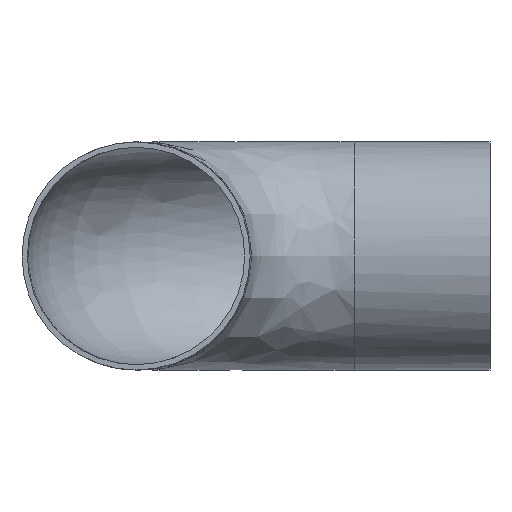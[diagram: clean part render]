
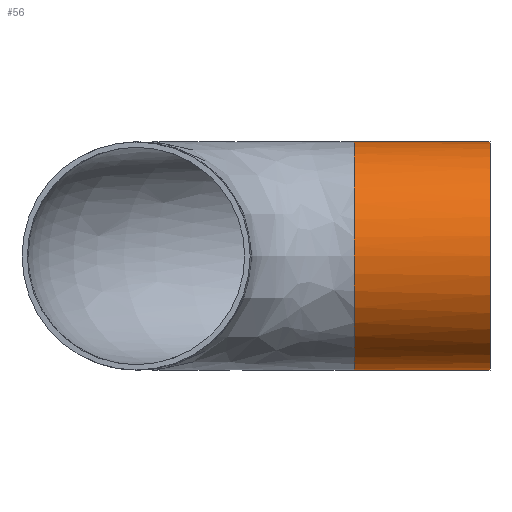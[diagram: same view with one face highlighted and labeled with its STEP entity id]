
A CAD part, front view. The second image highlights one B-rep face of the part: STEP entity #56.
In plain terms, the highlighted cylindrical face has radius 21 mm (diameter 42 mm), a full revolution.
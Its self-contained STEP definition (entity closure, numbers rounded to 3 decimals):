
#46=CYLINDRICAL_SURFACE('',#152,21.);
#51=CIRCLE('',#151,21.);
#56=ADVANCED_FACE('',(#69,#70),#46,.T.);
#69=FACE_BOUND('',#85,.T.);
#70=FACE_BOUND('',#86,.T.);
#85=EDGE_LOOP('',(#101));
#86=EDGE_LOOP('',(#102));
#101=ORIENTED_EDGE('',*,*,#123,.F.);
#102=ORIENTED_EDGE('',*,*,#120,.T.);
#112=VERTEX_POINT('',#317);
#115=VERTEX_POINT('',#850);
#120=EDGE_CURVE('',#112,#112,#128,.T.);
#123=EDGE_CURVE('',#115,#115,#51,.T.);
#128=B_SPLINE_CURVE_WITH_KNOTS('',3,(#251,#252,#253,#254,#255,#256,#257,
#258,#259,#260,#261,#262,#263,#264,#265,#266,#267,#268,#269,#270,#271,#272,
#273,#274,#275,#276,#277,#278,#279,#280,#281,#282,#283,#284,#285,#286,#287,
#288,#289,#290,#291,#292,#293,#294,#295,#296,#297,#298,#299,#300,#301,#302,
#303,#304,#305,#306,#307,#308,#309,#310,#311,#312,#313,#314,#315,#316),
 .UNSPECIFIED.,.T.,.F.,(2,2,2,2,2,2,2,2,2,2,2,2,2,2,2,2,2,2,2,2,2,2,2,2,
2,2,2,2,2,2,2,2,2,2,2),(-0.031,0.,0.031,0.063,
0.094,0.125,0.156,0.188,
0.219,0.25,0.281,0.313,
0.344,0.375,0.406,0.438,0.469,0.5,
0.531,0.563,0.594,0.625,0.656,0.687,0.719,
0.75,0.781,0.812,0.844,0.875,0.906,
0.938,0.969,1.,1.031),.UNSPECIFIED.);
#151=AXIS2_PLACEMENT_3D('',#849,#169,#170);
#152=AXIS2_PLACEMENT_3D('',#851,#171,#172);
#169=DIRECTION('',(1.,0.,0.));
#170=DIRECTION('',(0.,1.,0.));
#171=DIRECTION('',(-1.,0.,0.));
#172=DIRECTION('',(0.,0.,1.));
#251=CARTESIAN_POINT('',(61.,86.,-1.374));
#252=CARTESIAN_POINT('',(61.,86.,1.374));
#253=CARTESIAN_POINT('',(61.,85.865,2.749));
#254=CARTESIAN_POINT('',(61.,85.328,5.445));
#255=CARTESIAN_POINT('',(61.,84.927,6.767));
#256=CARTESIAN_POINT('',(61.,83.875,9.306));
#257=CARTESIAN_POINT('',(61.,83.224,10.524));
#258=CARTESIAN_POINT('',(61.,81.697,12.81));
#259=CARTESIAN_POINT('',(61.,80.821,13.877));
#260=CARTESIAN_POINT('',(61.,78.877,15.821));
#261=CARTESIAN_POINT('',(61.,77.81,16.697));
#262=CARTESIAN_POINT('',(61.,75.524,18.224));
#263=CARTESIAN_POINT('',(61.,74.306,18.875));
#264=CARTESIAN_POINT('',(61.,71.767,19.927));
#265=CARTESIAN_POINT('',(61.,70.445,20.328));
#266=CARTESIAN_POINT('',(61.,67.749,20.865));
#267=CARTESIAN_POINT('',(61.,66.374,21.));
#268=CARTESIAN_POINT('',(61.,63.626,21.));
#269=CARTESIAN_POINT('',(61.,62.251,20.865));
#270=CARTESIAN_POINT('',(61.,59.555,20.328));
#271=CARTESIAN_POINT('',(61.,58.233,19.927));
#272=CARTESIAN_POINT('',(61.,55.694,18.875));
#273=CARTESIAN_POINT('',(61.,54.476,18.224));
#274=CARTESIAN_POINT('',(61.,52.19,16.697));
#275=CARTESIAN_POINT('',(61.,51.123,15.821));
#276=CARTESIAN_POINT('',(61.,49.179,13.877));
#277=CARTESIAN_POINT('',(61.,48.303,12.81));
#278=CARTESIAN_POINT('',(61.,46.776,10.524));
#279=CARTESIAN_POINT('',(61.,46.125,9.306));
#280=CARTESIAN_POINT('',(61.,45.073,6.767));
#281=CARTESIAN_POINT('',(61.,44.672,5.445));
#282=CARTESIAN_POINT('',(61.,44.135,2.749));
#283=CARTESIAN_POINT('',(61.,44.,1.374));
#284=CARTESIAN_POINT('',(61.,44.,-1.374));
#285=CARTESIAN_POINT('',(61.,44.135,-2.749));
#286=CARTESIAN_POINT('',(61.,44.672,-5.445));
#287=CARTESIAN_POINT('',(61.,45.073,-6.767));
#288=CARTESIAN_POINT('',(61.,46.125,-9.306));
#289=CARTESIAN_POINT('',(61.,46.776,-10.524));
#290=CARTESIAN_POINT('',(61.,48.303,-12.81));
#291=CARTESIAN_POINT('',(61.,49.179,-13.877));
#292=CARTESIAN_POINT('',(61.,51.123,-15.821));
#293=CARTESIAN_POINT('',(61.,52.19,-16.697));
#294=CARTESIAN_POINT('',(61.,54.476,-18.224));
#295=CARTESIAN_POINT('',(61.,55.694,-18.875));
#296=CARTESIAN_POINT('',(61.,58.233,-19.927));
#297=CARTESIAN_POINT('',(61.,59.555,-20.328));
#298=CARTESIAN_POINT('',(61.,62.251,-20.865));
#299=CARTESIAN_POINT('',(61.,63.626,-21.));
#300=CARTESIAN_POINT('',(61.,66.374,-21.));
#301=CARTESIAN_POINT('',(61.,67.749,-20.865));
#302=CARTESIAN_POINT('',(61.,70.445,-20.328));
#303=CARTESIAN_POINT('',(61.,71.767,-19.927));
#304=CARTESIAN_POINT('',(61.,74.306,-18.875));
#305=CARTESIAN_POINT('',(61.,75.524,-18.224));
#306=CARTESIAN_POINT('',(61.,77.81,-16.697));
#307=CARTESIAN_POINT('',(61.,78.877,-15.821));
#308=CARTESIAN_POINT('',(61.,80.821,-13.877));
#309=CARTESIAN_POINT('',(61.,81.697,-12.81));
#310=CARTESIAN_POINT('',(61.,83.224,-10.524));
#311=CARTESIAN_POINT('',(61.,83.875,-9.306));
#312=CARTESIAN_POINT('',(61.,84.927,-6.767));
#313=CARTESIAN_POINT('',(61.,85.328,-5.445));
#314=CARTESIAN_POINT('',(61.,85.865,-2.749));
#315=CARTESIAN_POINT('',(61.,86.,-1.374));
#316=CARTESIAN_POINT('',(61.,86.,1.374));
#317=CARTESIAN_POINT('',(61.,86.,0.));
#849=CARTESIAN_POINT('',(86.,65.,0.));
#850=CARTESIAN_POINT('',(86.,86.,0.));
#851=CARTESIAN_POINT('',(86.,65.,0.));
